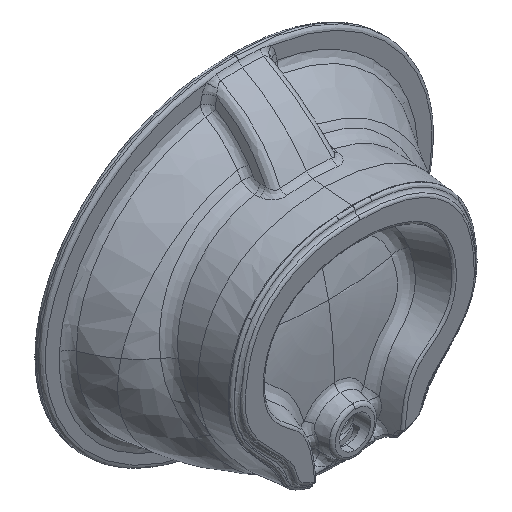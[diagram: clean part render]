
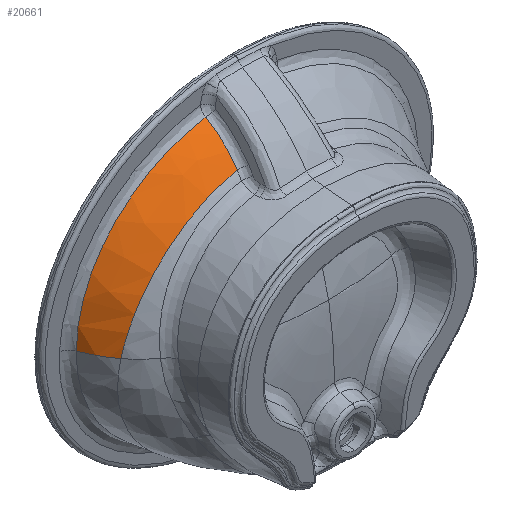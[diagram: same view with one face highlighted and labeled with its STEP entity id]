
A CAD part, isometric view. The second image highlights one B-rep face of the part: STEP entity #20661.
In plain terms, the highlighted free-form (B-spline) face has degree [3, 3] with [5, 10] control points.
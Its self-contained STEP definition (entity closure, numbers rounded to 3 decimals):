
#4334=CARTESIAN_POINT('',(-54.219,167.686,196.277));
#4602=CARTESIAN_POINT('',(-244.596,164.691,
0.523));
#4604=CARTESIAN_POINT('',(-244.596,164.691,
0.523));
#4605=CARTESIAN_POINT('',(-239.041,148.684,
0.977));
#4606=CARTESIAN_POINT('',(-231.838,134.312,1.427));
#4607=CARTESIAN_POINT('',(-222.922,121.824,1.81));
#4609=CARTESIAN_POINT('',(-222.922,121.824,1.81));
#4937=CARTESIAN_POINT('',(-57.003,120.114,155.737));
#4938=CARTESIAN_POINT('',(-62.216,120.116,154.521));
#4939=CARTESIAN_POINT('',(-74.004,120.124,151.431));
#4940=CARTESIAN_POINT('',(-92.228,120.151,145.321));
#4941=CARTESIAN_POINT('',(-117.186,120.163,134.327));
#4942=CARTESIAN_POINT('',(-156.4,120.232,109.647));
#4943=CARTESIAN_POINT('',(-199.346,120.587,63.114));
#4944=CARTESIAN_POINT('',(-218.094,121.36,21.772));
#4945=CARTESIAN_POINT('',(-222.922,121.824,1.81));
#4947=CARTESIAN_POINT('',(-244.596,164.691,
0.523));
#4948=CARTESIAN_POINT('',(-244.596,164.691,
0.523));
#4949=CARTESIAN_POINT('',(-244.436,164.812,4.189));
#4950=CARTESIAN_POINT('',(-243.916,165.042,11.092));
#4951=CARTESIAN_POINT('',(-242.593,165.363,21.005));
#4952=CARTESIAN_POINT('',(-240.854,165.656,30.351));
#4953=CARTESIAN_POINT('',(-238.585,165.941,39.879));
#4954=CARTESIAN_POINT('',(-235.581,166.229,50.079));
#4955=CARTESIAN_POINT('',(-231.63,166.516,61.113));
#4956=CARTESIAN_POINT('',(-226.634,166.789,72.739));
#4957=CARTESIAN_POINT('',(-220.62,167.033,84.534));
#4958=CARTESIAN_POINT('',(-213.725,167.239,96.089));
#4959=CARTESIAN_POINT('',(-206.05,167.407,107.21));
#4960=CARTESIAN_POINT('',(-197.597,167.541,117.889));
#4961=CARTESIAN_POINT('',(-188.342,167.644,128.129));
#4962=CARTESIAN_POINT('',(-178.299,167.719,137.878));
#4963=CARTESIAN_POINT('',(-167.506,167.771,147.073));
#4964=CARTESIAN_POINT('',(-155.987,167.804,155.666));
#4965=CARTESIAN_POINT('',(-143.749,167.823,163.625));
#4966=CARTESIAN_POINT('',(-130.811,167.835,170.907));
#4967=CARTESIAN_POINT('',(-117.215,167.838,177.47));
#4968=CARTESIAN_POINT('',(-102.982,167.831,183.288));
#4969=CARTESIAN_POINT('',(-88.119,167.804,188.339));
#4970=CARTESIAN_POINT('',(-72.719,167.758,192.571));
#4971=CARTESIAN_POINT('',(-61.317,167.715,195.005));
#4972=CARTESIAN_POINT('',(-55.117,167.69,196.12));
#4973=CARTESIAN_POINT('',(-54.219,167.686,196.277));
#4975=CARTESIAN_POINT('',(-54.221,167.687,196.277));
#4976=CARTESIAN_POINT('',(-54.207,164.569,194.322));
#4977=CARTESIAN_POINT('',(-54.231,158.391,190.255));
#4978=CARTESIAN_POINT('',(-54.453,149.137,183.487));
#4979=CARTESIAN_POINT('',(-54.923,139.637,175.683));
#4980=CARTESIAN_POINT('',(-55.737,129.764,166.432));
#4981=CARTESIAN_POINT('',(-56.532,123.345,159.488));
#4982=CARTESIAN_POINT('',(-57.005,120.115,155.738));
#4983=CARTESIAN_POINT('',(-57.005,120.115,155.738));
#6530=VERTEX_POINT('',#4609);
#6535=VERTEX_POINT('',#4602);
#6578=VERTEX_POINT('',#4334);
#6584=VERTEX_POINT('',#4937);
#20602=CARTESIAN_POINT('',(-247.367,173.048,
-2.681));
#20603=CARTESIAN_POINT('',(-246.756,172.129,
23.369));
#20604=CARTESIAN_POINT('',(-233.602,170.323,
74.81));
#20605=CARTESIAN_POINT('',(-191.288,169.131,
130.88));
#20606=CARTESIAN_POINT('',(-149.927,168.673,
161.23));
#20607=CARTESIAN_POINT('',(-122.914,168.472,
175.526));
#20608=CARTESIAN_POINT('',(-93.79,168.317,
187.592));
#20609=CARTESIAN_POINT('',(-69.302,168.29,
194.103));
#20610=CARTESIAN_POINT('',(-51.948,168.301,
197.054));
#20611=CARTESIAN_POINT('',(-51.472,168.301,
197.134));
#20612=CARTESIAN_POINT('',(-244.966,164.857,
-2.377));
#20613=CARTESIAN_POINT('',(-243.702,163.917,
22.966));
#20614=CARTESIAN_POINT('',(-229.559,162.074,
73.176));
#20615=CARTESIAN_POINT('',(-186.866,160.771,
128.065));
#20616=CARTESIAN_POINT('',(-145.674,160.233,
157.661));
#20617=CARTESIAN_POINT('',(-118.873,159.993,
171.515));
#20618=CARTESIAN_POINT('',(-90.117,159.798,
183.128));
#20619=CARTESIAN_POINT('',(-66.201,159.744,
189.341));
#20620=CARTESIAN_POINT('',(-49.462,159.743,
192.152));
#20621=CARTESIAN_POINT('',(-49.002,159.743,
192.228));
#20622=CARTESIAN_POINT('',(-238.275,146.237,
-1.646));
#20623=CARTESIAN_POINT('',(-235.528,145.36,
21.967));
#20624=CARTESIAN_POINT('',(-219.209,143.692,
69.173));
#20625=CARTESIAN_POINT('',(-175.802,142.462,
121.189));
#20626=CARTESIAN_POINT('',(-135.149,141.933,
148.941));
#20627=CARTESIAN_POINT('',(-108.933,141.697,
161.717));
#20628=CARTESIAN_POINT('',(-81.129,141.49,
172.231));
#20629=CARTESIAN_POINT('',(-58.637,141.414,
177.718));
#20630=CARTESIAN_POINT('',(-43.406,141.404,
180.186));
#20631=CARTESIAN_POINT('',(-42.988,141.404,
180.253));
#20632=CARTESIAN_POINT('',(-229.222,129.976,
-0.923));
#20633=CARTESIAN_POINT('',(-225.196,129.342,
20.834));
#20634=CARTESIAN_POINT('',(-207.167,128.229,
64.866));
#20635=CARTESIAN_POINT('',(-163.516,127.556,
113.85));
#20636=CARTESIAN_POINT('',(-123.724,127.32,
139.639));
#20637=CARTESIAN_POINT('',(-98.283,127.226,
151.275));
#20638=CARTESIAN_POINT('',(-71.61,127.126,
160.637));
#20639=CARTESIAN_POINT('',(-50.676,127.091,
165.356));
#20640=CARTESIAN_POINT('',(-37.055,127.098,
167.46));
#20641=CARTESIAN_POINT('',(-36.681,127.098,
167.516));
#20642=CARTESIAN_POINT('',(-223.15,121.423,
-0.534));
#20643=CARTESIAN_POINT('',(-218.472,120.943,
20.097));
#20644=CARTESIAN_POINT('',(-199.621,120.158,
62.237));
#20645=CARTESIAN_POINT('',(-155.998,119.816,
109.409));
#20646=CARTESIAN_POINT('',(-116.816,119.757,
134.026));
#20647=CARTESIAN_POINT('',(-91.886,119.749,
144.985));
#20648=CARTESIAN_POINT('',(-65.925,119.716,
153.664));
#20649=CARTESIAN_POINT('',(-45.933,119.709,
157.928));
#20650=CARTESIAN_POINT('',(-33.276,119.726,
159.814));
#20651=CARTESIAN_POINT('',(-32.929,119.726,
159.865));
#20652=B_SPLINE_SURFACE_WITH_KNOTS('',3,3,((#20602,#20603,#20604,#20605,#20606,
#20607,#20608,#20609,#20610,#20611),(#20612,#20613,#20614,#20615,#20616,#20617,
#20618,#20619,#20620,#20621),(#20622,#20623,#20624,#20625,#20626,#20627,#20628,
#20629,#20630,#20631),(#20632,#20633,#20634,#20635,#20636,#20637,#20638,#20639,
#20640,#20641),(#20642,#20643,#20644,#20645,#20646,#20647,#20648,#20649,#20650,
#20651)),.UNSPECIFIED.,.F.,.F.,.F.,(4,1,4),(4,1,1,1,1,1,1,4),(0.133,
0.5,1.009),(-0.01,0.25,0.5,0.625,
0.688,0.75,0.875,0.879),.UNSPECIFIED.);
#20654=ORIENTED_EDGE('',*,*,#20653,.T.);
#20655=ORIENTED_EDGE('',*,*,#19160,.F.);
#20656=ORIENTED_EDGE('',*,*,#18475,.T.);
#20658=ORIENTED_EDGE('',*,*,#20657,.T.);
#20659=EDGE_LOOP('',(#20654,#20655,#20656,#20658));
#20660=FACE_OUTER_BOUND('',#20659,.F.);
#20661=ADVANCED_FACE('',(#20660),#20652,.T.);
#4608=B_SPLINE_CURVE_WITH_KNOTS('',3,(#4604,#4605,#4606,#4607),.UNSPECIFIED.,
.F.,.F.,(4,4),(0.,1.),.UNSPECIFIED.);
#4946=B_SPLINE_CURVE_WITH_KNOTS('',3,(#4937,#4938,#4939,#4940,#4941,#4942,#4943,
#4944,#4945),.UNSPECIFIED.,.F.,.F.,(4,1,1,1,1,1,4),(0.,0.063,
0.141,0.219,0.375,0.688,1.),
.UNSPECIFIED.);
#4974=B_SPLINE_CURVE_WITH_KNOTS('',3,(#4947,#4948,#4949,#4950,#4951,#4952,#4953,
#4954,#4955,#4956,#4957,#4958,#4959,#4960,#4961,#4962,#4963,#4964,#4965,#4966,
#4967,#4968,#4969,#4970,#4971,#4972,#4973),.UNSPECIFIED.,.F.,.F.,(4,1,1,1,1,1,1,
1,1,1,1,1,1,1,1,1,1,1,1,1,1,1,1,1,4),(0.,0.,0.038,
0.071,0.103,0.135,0.172,
0.211,0.255,0.301,0.346,
0.392,0.438,0.485,0.532,
0.58,0.628,0.678,0.728,
0.779,0.83,0.883,0.937,
0.991,1.),.UNSPECIFIED.);
#4984=B_SPLINE_CURVE_WITH_KNOTS('',3,(#4975,#4976,#4977,#4978,#4979,#4980,#4981,
#4982,#4983),.UNSPECIFIED.,.F.,.F.,(4,1,1,1,1,1,4),(0.,0.175,
0.352,0.547,0.763,1.,1.),
.UNSPECIFIED.);
#18475=EDGE_CURVE('',#6535,#6578,#4974,.T.);
#19160=EDGE_CURVE('',#6535,#6530,#4608,.T.);
#20653=EDGE_CURVE('',#6584,#6530,#4946,.T.);
#20657=EDGE_CURVE('',#6578,#6584,#4984,.T.);
